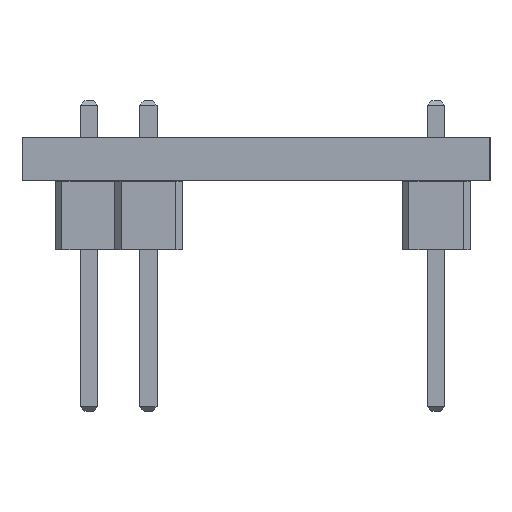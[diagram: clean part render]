
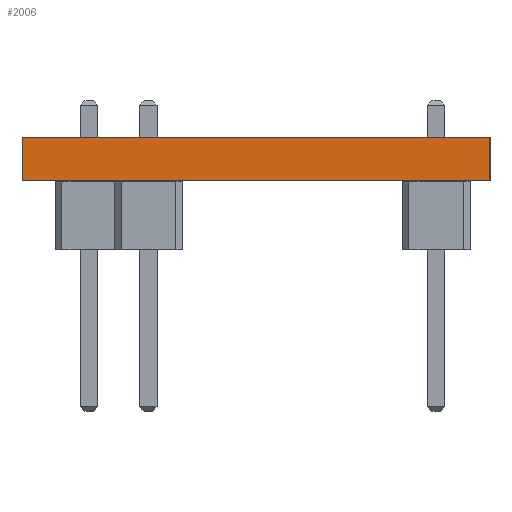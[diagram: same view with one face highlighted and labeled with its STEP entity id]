
A CAD part, left-side view. The second image highlights one B-rep face of the part: STEP entity #2006.
In plain terms, the highlighted planar face has unit normal (-1, 0, 0).
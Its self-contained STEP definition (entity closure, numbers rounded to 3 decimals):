
#1825 = PLANE('',#1826);
#1826 = AXIS2_PLACEMENT_3D('',#1827,#1828,#1829);
#1827 = CARTESIAN_POINT('',(10.6,8.95,0.));
#1828 = DIRECTION('',(0.,-1.,0.));
#1829 = DIRECTION('',(-1.,0.,0.));
#1850 = VERTEX_POINT('',#1851);
#1851 = CARTESIAN_POINT('',(-10.9,8.95,1.6));
#1865 = PLANE('',#1866);
#1866 = AXIS2_PLACEMENT_3D('',#1867,#1868,#1869);
#1867 = CARTESIAN_POINT('',(-0.15,0.25,1.6));
#1868 = DIRECTION('',(0.,0.,1.));
#1869 = DIRECTION('',(1.,0.,-0.));
#1877 = EDGE_CURVE('',#1878,#1850,#1880,.T.);
#1878 = VERTEX_POINT('',#1879);
#1879 = CARTESIAN_POINT('',(-10.9,8.95,0.));
#1880 = SURFACE_CURVE('',#1881,(#1885,#1892),.PCURVE_S1.);
#1881 = LINE('',#1882,#1883);
#1882 = CARTESIAN_POINT('',(-10.9,8.95,0.));
#1883 = VECTOR('',#1884,1.);
#1884 = DIRECTION('',(0.,0.,1.));
#1885 = PCURVE('',#1825,#1886);
#1886 = DEFINITIONAL_REPRESENTATION('',(#1887),#1891);
#1887 = LINE('',#1888,#1889);
#1888 = CARTESIAN_POINT('',(21.5,0.));
#1889 = VECTOR('',#1890,1.);
#1890 = DIRECTION('',(0.,-1.));
#1891 = ( GEOMETRIC_REPRESENTATION_CONTEXT(2) 
PARAMETRIC_REPRESENTATION_CONTEXT() REPRESENTATION_CONTEXT('2D SPACE',''
  ) );
#1892 = PCURVE('',#1893,#1898);
#1893 = PLANE('',#1894);
#1894 = AXIS2_PLACEMENT_3D('',#1895,#1896,#1897);
#1895 = CARTESIAN_POINT('',(-10.9,8.95,0.));
#1896 = DIRECTION('',(1.,0.,-0.));
#1897 = DIRECTION('',(0.,-1.,0.));
#1898 = DEFINITIONAL_REPRESENTATION('',(#1899),#1903);
#1899 = LINE('',#1900,#1901);
#1900 = CARTESIAN_POINT('',(0.,0.));
#1901 = VECTOR('',#1902,1.);
#1902 = DIRECTION('',(0.,-1.));
#1903 = ( GEOMETRIC_REPRESENTATION_CONTEXT(2) 
PARAMETRIC_REPRESENTATION_CONTEXT() REPRESENTATION_CONTEXT('2D SPACE',''
  ) );
#1919 = PLANE('',#1920);
#1920 = AXIS2_PLACEMENT_3D('',#1921,#1922,#1923);
#1921 = CARTESIAN_POINT('',(-0.15,0.25,0.));
#1922 = DIRECTION('',(0.,0.,1.));
#1923 = DIRECTION('',(1.,0.,-0.));
#1952 = PLANE('',#1953);
#1953 = AXIS2_PLACEMENT_3D('',#1954,#1955,#1956);
#1954 = CARTESIAN_POINT('',(-10.9,-8.45,0.));
#1955 = DIRECTION('',(0.,1.,0.));
#1956 = DIRECTION('',(1.,0.,0.));
#2006 = ADVANCED_FACE('',(#2007),#1893,.F.);
#2007 = FACE_BOUND('',#2008,.F.);
#2008 = EDGE_LOOP('',(#2009,#2010,#2033,#2056));
#2009 = ORIENTED_EDGE('',*,*,#1877,.T.);
#2010 = ORIENTED_EDGE('',*,*,#2011,.T.);
#2011 = EDGE_CURVE('',#1850,#2012,#2014,.T.);
#2012 = VERTEX_POINT('',#2013);
#2013 = CARTESIAN_POINT('',(-10.9,-8.45,1.6));
#2014 = SURFACE_CURVE('',#2015,(#2019,#2026),.PCURVE_S1.);
#2015 = LINE('',#2016,#2017);
#2016 = CARTESIAN_POINT('',(-10.9,8.95,1.6));
#2017 = VECTOR('',#2018,1.);
#2018 = DIRECTION('',(0.,-1.,0.));
#2019 = PCURVE('',#1893,#2020);
#2020 = DEFINITIONAL_REPRESENTATION('',(#2021),#2025);
#2021 = LINE('',#2022,#2023);
#2022 = CARTESIAN_POINT('',(0.,-1.6));
#2023 = VECTOR('',#2024,1.);
#2024 = DIRECTION('',(1.,0.));
#2025 = ( GEOMETRIC_REPRESENTATION_CONTEXT(2) 
PARAMETRIC_REPRESENTATION_CONTEXT() REPRESENTATION_CONTEXT('2D SPACE',''
  ) );
#2026 = PCURVE('',#1865,#2027);
#2027 = DEFINITIONAL_REPRESENTATION('',(#2028),#2032);
#2028 = LINE('',#2029,#2030);
#2029 = CARTESIAN_POINT('',(-10.75,8.7));
#2030 = VECTOR('',#2031,1.);
#2031 = DIRECTION('',(0.,-1.));
#2032 = ( GEOMETRIC_REPRESENTATION_CONTEXT(2) 
PARAMETRIC_REPRESENTATION_CONTEXT() REPRESENTATION_CONTEXT('2D SPACE',''
  ) );
#2033 = ORIENTED_EDGE('',*,*,#2034,.F.);
#2034 = EDGE_CURVE('',#2035,#2012,#2037,.T.);
#2035 = VERTEX_POINT('',#2036);
#2036 = CARTESIAN_POINT('',(-10.9,-8.45,0.));
#2037 = SURFACE_CURVE('',#2038,(#2042,#2049),.PCURVE_S1.);
#2038 = LINE('',#2039,#2040);
#2039 = CARTESIAN_POINT('',(-10.9,-8.45,0.));
#2040 = VECTOR('',#2041,1.);
#2041 = DIRECTION('',(0.,0.,1.));
#2042 = PCURVE('',#1893,#2043);
#2043 = DEFINITIONAL_REPRESENTATION('',(#2044),#2048);
#2044 = LINE('',#2045,#2046);
#2045 = CARTESIAN_POINT('',(17.4,0.));
#2046 = VECTOR('',#2047,1.);
#2047 = DIRECTION('',(0.,-1.));
#2048 = ( GEOMETRIC_REPRESENTATION_CONTEXT(2) 
PARAMETRIC_REPRESENTATION_CONTEXT() REPRESENTATION_CONTEXT('2D SPACE',''
  ) );
#2049 = PCURVE('',#1952,#2050);
#2050 = DEFINITIONAL_REPRESENTATION('',(#2051),#2055);
#2051 = LINE('',#2052,#2053);
#2052 = CARTESIAN_POINT('',(0.,0.));
#2053 = VECTOR('',#2054,1.);
#2054 = DIRECTION('',(0.,-1.));
#2055 = ( GEOMETRIC_REPRESENTATION_CONTEXT(2) 
PARAMETRIC_REPRESENTATION_CONTEXT() REPRESENTATION_CONTEXT('2D SPACE',''
  ) );
#2056 = ORIENTED_EDGE('',*,*,#2057,.F.);
#2057 = EDGE_CURVE('',#1878,#2035,#2058,.T.);
#2058 = SURFACE_CURVE('',#2059,(#2063,#2070),.PCURVE_S1.);
#2059 = LINE('',#2060,#2061);
#2060 = CARTESIAN_POINT('',(-10.9,8.95,0.));
#2061 = VECTOR('',#2062,1.);
#2062 = DIRECTION('',(0.,-1.,0.));
#2063 = PCURVE('',#1893,#2064);
#2064 = DEFINITIONAL_REPRESENTATION('',(#2065),#2069);
#2065 = LINE('',#2066,#2067);
#2066 = CARTESIAN_POINT('',(0.,0.));
#2067 = VECTOR('',#2068,1.);
#2068 = DIRECTION('',(1.,0.));
#2069 = ( GEOMETRIC_REPRESENTATION_CONTEXT(2) 
PARAMETRIC_REPRESENTATION_CONTEXT() REPRESENTATION_CONTEXT('2D SPACE',''
  ) );
#2070 = PCURVE('',#1919,#2071);
#2071 = DEFINITIONAL_REPRESENTATION('',(#2072),#2076);
#2072 = LINE('',#2073,#2074);
#2073 = CARTESIAN_POINT('',(-10.75,8.7));
#2074 = VECTOR('',#2075,1.);
#2075 = DIRECTION('',(0.,-1.));
#2076 = ( GEOMETRIC_REPRESENTATION_CONTEXT(2) 
PARAMETRIC_REPRESENTATION_CONTEXT() REPRESENTATION_CONTEXT('2D SPACE',''
  ) );
